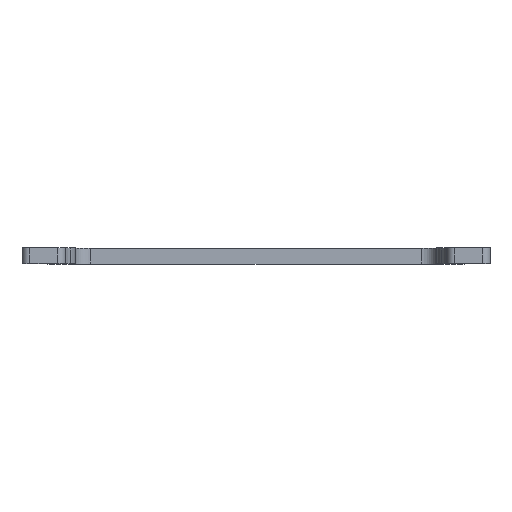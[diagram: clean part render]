
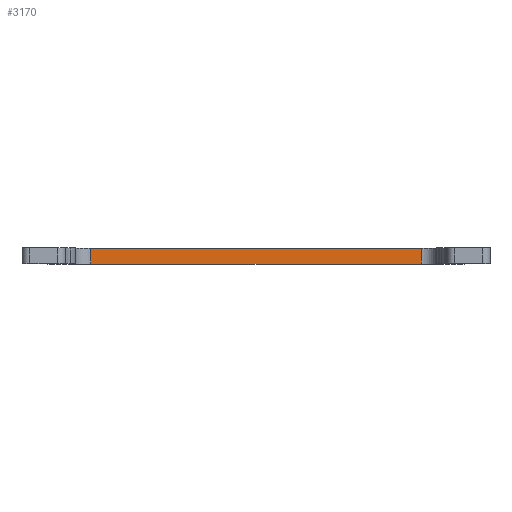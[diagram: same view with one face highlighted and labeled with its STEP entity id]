
A CAD part, top view. The second image highlights one B-rep face of the part: STEP entity #3170.
In plain terms, the highlighted planar face has unit normal (0, 0, 1).
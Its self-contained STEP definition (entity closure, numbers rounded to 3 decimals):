
#2780=CARTESIAN_POINT('',(21.2,0.,-46.9));
#2790=DIRECTION('',(0.,0.,-1.));
#2800=DIRECTION('',(1.,0.,0.));
#2810=AXIS2_PLACEMENT_3D('',#2780,#2790,#2800);
#2820=PLANE('',#2810);
#2830=CARTESIAN_POINT('',(0.,-2.5,-46.9));
#2840=DIRECTION('',(-1.,0.,-0.));
#2850=VECTOR('',#2840,1.);
#2860=LINE('',#2830,#2850);
#2870=CARTESIAN_POINT('',(21.05,-2.5,-46.9));
#2880=VERTEX_POINT('',#2870);
#2890=CARTESIAN_POINT('',(-21.05,-2.5,-46.9));
#2900=VERTEX_POINT('',#2890);
#2910=EDGE_CURVE('',#2880,#2900,#2860,.T.);
#2920=ORIENTED_EDGE('',*,*,#2910,.F.);
#2930=CARTESIAN_POINT('',(-21.05,0.,-46.9));
#2940=DIRECTION('',(0.,-1.,0.));
#2950=VECTOR('',#2940,1.);
#2960=LINE('',#2930,#2950);
#2970=CARTESIAN_POINT('',(-21.05,-0.5,-46.9));
#2980=VERTEX_POINT('',#2970);
#2990=EDGE_CURVE('',#2980,#2900,#2960,.T.);
#3000=ORIENTED_EDGE('',*,*,#2990,.T.);
#3010=CARTESIAN_POINT('',(0.,-0.5,-46.9));
#3020=DIRECTION('',(-1.,0.,-0.));
#3030=VECTOR('',#3020,1.);
#3040=LINE('',#3010,#3030);
#3050=CARTESIAN_POINT('',(21.05,-0.5,-46.9));
#3060=VERTEX_POINT('',#3050);
#3070=EDGE_CURVE('',#3060,#2980,#3040,.T.);
#3080=ORIENTED_EDGE('',*,*,#3070,.T.);
#3090=CARTESIAN_POINT('',(21.05,0.,-46.9));
#3100=DIRECTION('',(0.,-1.,0.));
#3110=VECTOR('',#3100,1.);
#3120=LINE('',#3090,#3110);
#3130=EDGE_CURVE('',#3060,#2880,#3120,.T.);
#3140=ORIENTED_EDGE('',*,*,#3130,.F.);
#3150=EDGE_LOOP('',(#3140,#3080,#3000,#2920));
#3160=FACE_OUTER_BOUND('',#3150,.T.);
#3170=ADVANCED_FACE('',(#3160),#2820,.F.);
